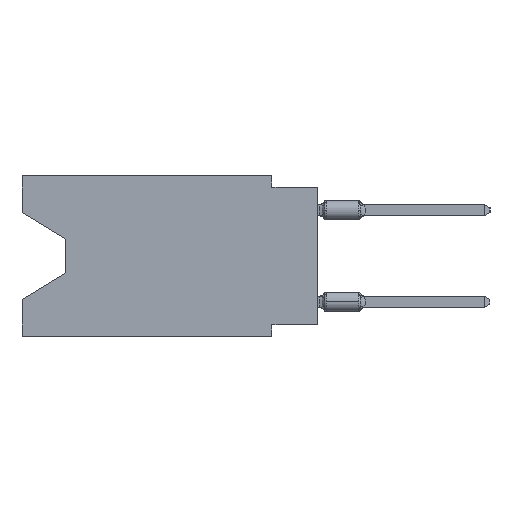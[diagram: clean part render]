
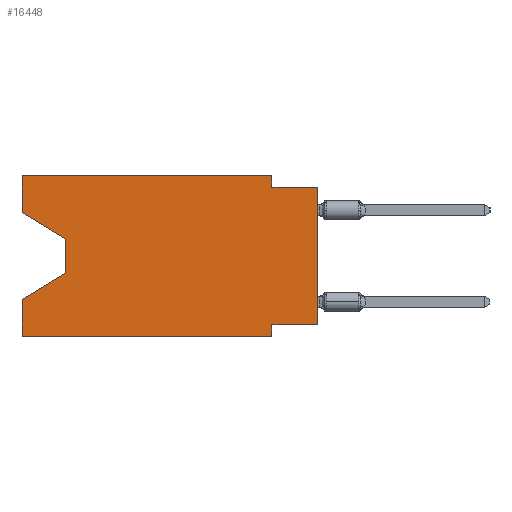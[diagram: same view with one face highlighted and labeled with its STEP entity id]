
A CAD part, left-side view. The second image highlights one B-rep face of the part: STEP entity #16448.
In plain terms, the highlighted planar face has unit normal (-1, 0, 0).
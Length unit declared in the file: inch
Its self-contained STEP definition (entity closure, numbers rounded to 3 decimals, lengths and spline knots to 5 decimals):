
#728 = AXIS2_PLACEMENT_3D ( 'NONE', #26794, #27759, #47050 ) ;
#1887 = VECTOR ( 'NONE', #41581, 39.37008 ) ;
#1970 = FACE_OUTER_BOUND ( 'NONE', #12054, .T. ) ;
#3721 = CARTESIAN_POINT ( 'NONE',  ( 0., 0.645, -0.26975 ) ) ;
#3982 = LINE ( 'NONE', #28482, #41484 ) ;
#4270 = ORIENTED_EDGE ( 'NONE', *, *, #12064, .F. ) ;
#5999 = LINE ( 'NONE', #56307, #21606 ) ;
#6031 = CARTESIAN_POINT ( 'NONE',  ( 0., 0., -0.025 ) ) ;
#6864 = PLANE ( 'NONE',  #728 ) ;
#7568 = CARTESIAN_POINT ( 'NONE',  ( 0., 0.645, 0. ) ) ;
#7844 = EDGE_CURVE ( 'NONE', #43004, #35409, #16005, .T. ) ;
#7896 = CARTESIAN_POINT ( 'NONE',  ( 0., 0.1, -0.025 ) ) ;
#8666 = EDGE_CURVE ( 'NONE', #15798, #44436, #60939, .T. ) ;
#9120 = DIRECTION ( 'NONE',  ( 0., -1., 0. ) ) ;
#9306 = CARTESIAN_POINT ( 'NONE',  ( 0., 0.1, 0. ) ) ;
#10625 = DIRECTION ( 'NONE',  ( 0., 0., -1. ) ) ;
#12054 = EDGE_LOOP ( 'NONE', ( #13997, #64016, #57590, #15652, #19245, #57788, #53382, #35108, #4270, #29640, #37713, #33332 ) ) ;
#12064 = EDGE_CURVE ( 'NONE', #39408, #63646, #33465, .T. ) ;
#12436 = EDGE_CURVE ( 'NONE', #30336, #63646, #3982, .T. ) ;
#13182 = VECTOR ( 'NONE', #33643, 39.37008 ) ;
#13522 = VECTOR ( 'NONE', #56281, 39.37008 ) ;
#13840 = CARTESIAN_POINT ( 'NONE',  ( 0., 0., -0.025 ) ) ;
#13997 = ORIENTED_EDGE ( 'NONE', *, *, #55920, .T. ) ;
#14013 = EDGE_CURVE ( 'NONE', #64379, #44436, #43770, .T. ) ;
#14786 = EDGE_CURVE ( 'NONE', #30336, #15798, #36669, .T. ) ;
#15333 = VERTEX_POINT ( 'NONE', #9306 ) ;
#15404 = VECTOR ( 'NONE', #33771, 39.37008 ) ;
#15652 = ORIENTED_EDGE ( 'NONE', *, *, #58492, .F. ) ;
#15798 = VERTEX_POINT ( 'NONE', #28614 ) ;
#16005 = LINE ( 'NONE', #55883, #33059 ) ;
#16089 = DIRECTION ( 'NONE',  ( 0., 0., 1. ) ) ;
#16448 = ADVANCED_FACE ( 'NONE', ( #1970 ), #6864, .F. ) ;
#17990 = CARTESIAN_POINT ( 'NONE',  ( 0., 0.645, -0.08025 ) ) ;
#18208 = VECTOR ( 'NONE', #16089, 39.37008 ) ;
#19245 = ORIENTED_EDGE ( 'NONE', *, *, #14013, .T. ) ;
#19634 = CARTESIAN_POINT ( 'NONE',  ( 0., 0.1, -0.35 ) ) ;
#20583 = DIRECTION ( 'NONE',  ( 0., 0.855, -0.519 ) ) ;
#21606 = VECTOR ( 'NONE', #31139, 39.37008 ) ;
#21799 = VECTOR ( 'NONE', #9120, 39.37008 ) ;
#21830 = VECTOR ( 'NONE', #59009, 39.37008 ) ;
#22610 = CARTESIAN_POINT ( 'NONE',  ( 0., 0., -0.325 ) ) ;
#24809 = CARTESIAN_POINT ( 'NONE',  ( 0., 0.645, -0.35 ) ) ;
#26794 = CARTESIAN_POINT ( 'NONE',  ( 0., 0.645, 0. ) ) ;
#27759 = DIRECTION ( 'NONE',  ( 1., 0., 0. ) ) ;
#28320 = EDGE_CURVE ( 'NONE', #15333, #39408, #5999, .T. ) ;
#28482 = CARTESIAN_POINT ( 'NONE',  ( 0., 0., 0. ) ) ;
#28614 = CARTESIAN_POINT ( 'NONE',  ( 0., 0.1, -0.325 ) ) ;
#29640 = ORIENTED_EDGE ( 'NONE', *, *, #28320, .F. ) ;
#30336 = VERTEX_POINT ( 'NONE', #45374 ) ;
#31139 = DIRECTION ( 'NONE',  ( 0., 0., -1. ) ) ;
#31468 = DIRECTION ( 'NONE',  ( 0., 0., 1. ) ) ;
#33059 = VECTOR ( 'NONE', #20583, 39.37008 ) ;
#33332 = ORIENTED_EDGE ( 'NONE', *, *, #53819, .F. ) ;
#33465 = LINE ( 'NONE', #13840, #15404 ) ;
#33643 = DIRECTION ( 'NONE',  ( 0., -0.855, -0.519 ) ) ;
#33771 = DIRECTION ( 'NONE',  ( 0., -1., 0. ) ) ;
#35108 = ORIENTED_EDGE ( 'NONE', *, *, #12436, .T. ) ;
#35388 = CARTESIAN_POINT ( 'NONE',  ( 0., 0.645, 0. ) ) ;
#35409 = VERTEX_POINT ( 'NONE', #3721 ) ;
#35422 = CARTESIAN_POINT ( 'NONE',  ( 0., 0.645, 0. ) ) ;
#35470 = CARTESIAN_POINT ( 'NONE',  ( 0., 0.1, -0.35 ) ) ;
#36669 = LINE ( 'NONE', #22610, #13522 ) ;
#37645 = LINE ( 'NONE', #7568, #1887 ) ;
#37713 = ORIENTED_EDGE ( 'NONE', *, *, #39407, .F. ) ;
#39407 = EDGE_CURVE ( 'NONE', #39479, #15333, #37645, .T. ) ;
#39408 = VERTEX_POINT ( 'NONE', #7896 ) ;
#39418 = VERTEX_POINT ( 'NONE', #62460 ) ;
#39479 = VERTEX_POINT ( 'NONE', #56279 ) ;
#40294 = LINE ( 'NONE', #35388, #18208 ) ;
#41484 = VECTOR ( 'NONE', #58878, 39.37008 ) ;
#41581 = DIRECTION ( 'NONE',  ( 0., -1., 0. ) ) ;
#42504 = VECTOR ( 'NONE', #10625, 39.37008 ) ;
#43004 = VERTEX_POINT ( 'NONE', #57880 ) ;
#43770 = LINE ( 'NONE', #24809, #21799 ) ;
#43935 = EDGE_CURVE ( 'NONE', #39418, #43004, #59656, .T. ) ;
#44436 = VERTEX_POINT ( 'NONE', #19634 ) ;
#45374 = CARTESIAN_POINT ( 'NONE',  ( 0., 0., -0.325 ) ) ;
#46182 = LINE ( 'NONE', #35422, #48976 ) ;
#47050 = DIRECTION ( 'NONE',  ( 0., 0., -1. ) ) ;
#48976 = VECTOR ( 'NONE', #31468, 39.37008 ) ;
#53382 = ORIENTED_EDGE ( 'NONE', *, *, #14786, .F. ) ;
#53819 = EDGE_CURVE ( 'NONE', #55212, #39479, #40294, .T. ) ;
#54824 = CARTESIAN_POINT ( 'NONE',  ( 0., 0.645, -0.35 ) ) ;
#55212 = VERTEX_POINT ( 'NONE', #64507 ) ;
#55883 = CARTESIAN_POINT ( 'NONE',  ( 0., 0.55, -0.212 ) ) ;
#55920 = EDGE_CURVE ( 'NONE', #55212, #39418, #62756, .T. ) ;
#56279 = CARTESIAN_POINT ( 'NONE',  ( 0., 0.645, 0. ) ) ;
#56281 = DIRECTION ( 'NONE',  ( 0., 1., 0. ) ) ;
#56307 = CARTESIAN_POINT ( 'NONE',  ( 0., 0.1, 0. ) ) ;
#57590 = ORIENTED_EDGE ( 'NONE', *, *, #7844, .T. ) ;
#57788 = ORIENTED_EDGE ( 'NONE', *, *, #8666, .F. ) ;
#57880 = CARTESIAN_POINT ( 'NONE',  ( 0., 0.55, -0.212 ) ) ;
#58492 = EDGE_CURVE ( 'NONE', #64379, #35409, #46182, .T. ) ;
#58878 = DIRECTION ( 'NONE',  ( 0., 0., 1. ) ) ;
#59009 = DIRECTION ( 'NONE',  ( 0., 0., -1. ) ) ;
#59656 = LINE ( 'NONE', #64206, #21830 ) ;
#60939 = LINE ( 'NONE', #35470, #42504 ) ;
#62460 = CARTESIAN_POINT ( 'NONE',  ( 0., 0.55, -0.138 ) ) ;
#62756 = LINE ( 'NONE', #17990, #13182 ) ;
#63646 = VERTEX_POINT ( 'NONE', #6031 ) ;
#64016 = ORIENTED_EDGE ( 'NONE', *, *, #43935, .T. ) ;
#64206 = CARTESIAN_POINT ( 'NONE',  ( 0., 0.55, -0.138 ) ) ;
#64379 = VERTEX_POINT ( 'NONE', #54824 ) ;
#64507 = CARTESIAN_POINT ( 'NONE',  ( 0., 0.645, -0.08025 ) ) ;
